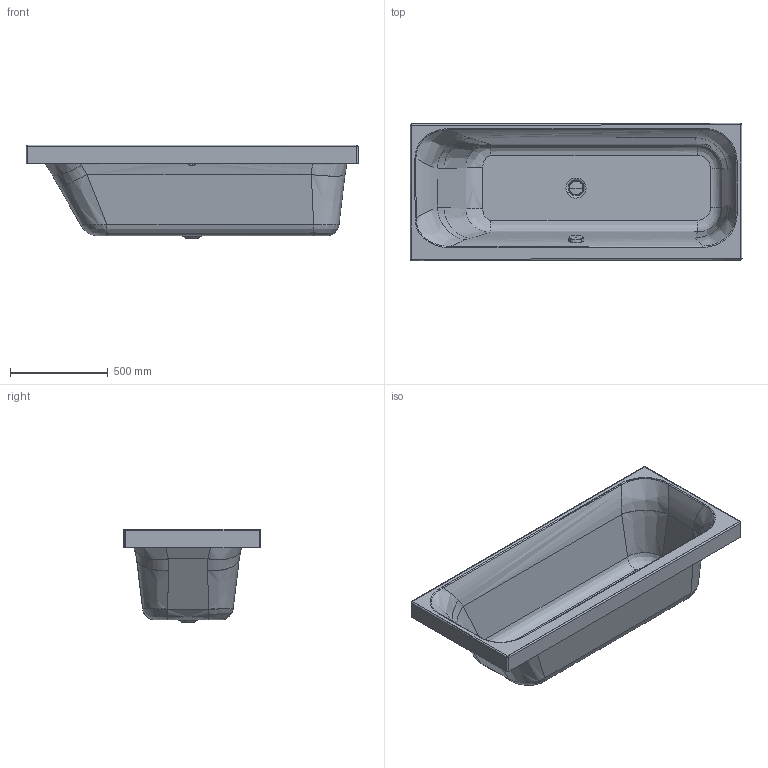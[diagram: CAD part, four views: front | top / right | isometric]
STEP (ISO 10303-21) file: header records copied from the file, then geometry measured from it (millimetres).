
FILE_DESCRIPTION(/* description */ (''),/* implementation_level */ '2;1');
FILE_NAME(/* name */ '700310',/* time_stamp */ '2021-01-12T10:03:23+01:00',/* author */ (''),/* organization */ (''),/* preprocessor_version */ 'ST-DEVELOPER v15',/* originating_system */ '',/* authorisation */ '');
FILE_SCHEMA (('AUTOMOTIVE_DESIGN'));
Length unit declared in the file: millimetre
Products named in the file (1): Document
Bounding box: 1701.22 x 703.01 x 480 mm (x, y, z)
Volume: 14416458.9 mm3; surface area: 5805240.8 mm2
Topology: 3 solids, 3 shells, 319 faces, 819 edges, 479 vertices
Faces by surface type: bspline 206, plane 113
Entity records: 21070 total; most frequent: CARTESIAN_POINT 16264, ORIENTED_EDGE 1606, EDGE_CURVE 803, B_SPLINE_CURVE_WITH_KNOTS 507, VERTEX_POINT 479, EDGE_LOOP 332, ADVANCED_FACE 319, FACE_OUTER_BOUND 319
